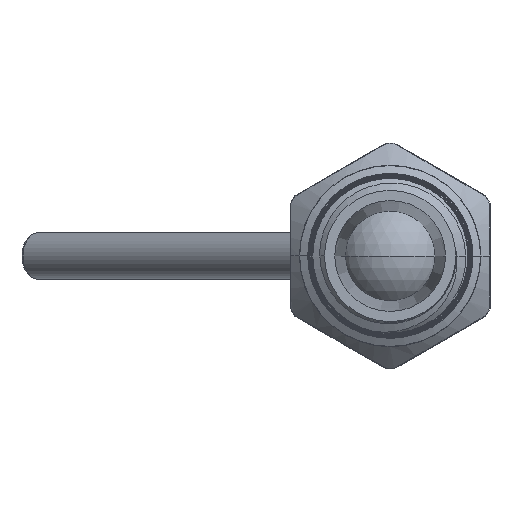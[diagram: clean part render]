
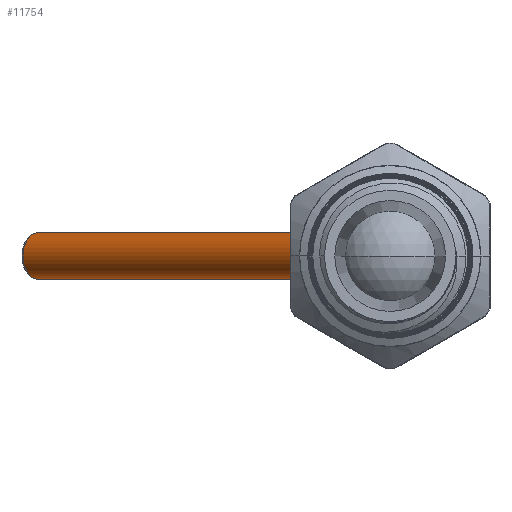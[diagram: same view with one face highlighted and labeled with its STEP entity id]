
A CAD part, front view. The second image highlights one B-rep face of the part: STEP entity #11754.
In plain terms, the highlighted cylindrical face has radius 1.968 mm (diameter 3.937 mm), a partial arc.
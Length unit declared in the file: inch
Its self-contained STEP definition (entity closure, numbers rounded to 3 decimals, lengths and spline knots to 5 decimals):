
#452 = EDGE_LOOP ( 'NONE', ( #8786, #8782, #8781, #8777 ) ) ;
#1444 = CARTESIAN_POINT ( 'NONE',  ( -0.18447, 0., -0.0775 ) ) ;
#1445 = CARTESIAN_POINT ( 'NONE',  ( -1.54, 0., 0.0775 ) ) ;
#1462 = CARTESIAN_POINT ( 'NONE',  ( -1.54, 0., -0.0775 ) ) ;
#1464 = CARTESIAN_POINT ( 'NONE',  ( -0.18447, 0., 0.0775 ) ) ;
#1883 = AXIS2_PLACEMENT_3D ( 'NONE', #7920, #7921, #7918 ) ;
#2183 = AXIS2_PLACEMENT_3D ( 'NONE', #12509, #12510, #12511 ) ;
#7918 = DIRECTION ( 'NONE',  ( 0., 0., 1. ) ) ;
#7920 = CARTESIAN_POINT ( 'NONE',  ( -0.87968, 0., 0. ) ) ;
#7921 = DIRECTION ( 'NONE',  ( -1., 0., 0. ) ) ;
#8207 = AXIS2_PLACEMENT_3D ( 'NONE', #12565, #12566, #12567 ) ;
#8777 = ORIENTED_EDGE ( 'NONE', *, *, #15252, .F. ) ;
#8781 = ORIENTED_EDGE ( 'NONE', *, *, #15280, .T. ) ;
#8782 = ORIENTED_EDGE ( 'NONE', *, *, #15292, .T. ) ;
#8786 = ORIENTED_EDGE ( 'NONE', *, *, #15283, .F. ) ;
#10588 = VERTEX_POINT ( 'NONE', #1464 ) ;
#10590 = VERTEX_POINT ( 'NONE', #1462 ) ;
#10607 = VERTEX_POINT ( 'NONE', #1445 ) ;
#10608 = VERTEX_POINT ( 'NONE', #1444 ) ;
#11754 = ADVANCED_FACE ( 'NONE', ( #13838 ), #13854, .T. ) ;
#12509 = CARTESIAN_POINT ( 'NONE',  ( -1.54, 0., 0. ) ) ;
#12510 = DIRECTION ( 'NONE',  ( -1., 0., 0. ) ) ;
#12511 = DIRECTION ( 'NONE',  ( 0., 0., 1. ) ) ;
#12533 = CARTESIAN_POINT ( 'NONE',  ( -0.87968, 0., 0.0775 ) ) ;
#12534 = DIRECTION ( 'NONE',  ( -1., 0., 0. ) ) ;
#12538 = CARTESIAN_POINT ( 'NONE',  ( -0.87968, 0., -0.0775 ) ) ;
#12542 = DIRECTION ( 'NONE',  ( -1., 0., 0. ) ) ;
#12565 = CARTESIAN_POINT ( 'NONE',  ( -0.18447, 0., 0. ) ) ;
#12566 = DIRECTION ( 'NONE',  ( -1., 0., 0. ) ) ;
#12567 = DIRECTION ( 'NONE',  ( 0., 0., 1. ) ) ;
#13010 = CIRCLE ( 'NONE', #2183, 0.0775 ) ;
#13018 = LINE ( 'NONE', #12538, #13024 ) ;
#13020 = LINE ( 'NONE', #12533, #13022 ) ;
#13022 = VECTOR ( 'NONE', #12534, 39.37008 ) ;
#13024 = VECTOR ( 'NONE', #12542, 39.37008 ) ;
#13034 = CIRCLE ( 'NONE', #8207, 0.0775 ) ;
#13838 = FACE_OUTER_BOUND ( 'NONE', #452, .T. ) ;
#13854 = CYLINDRICAL_SURFACE ( 'NONE', #1883, 0.0775 ) ;
#15252 = EDGE_CURVE ( 'NONE', #10590, #10607, #13010, .T. ) ;
#15280 = EDGE_CURVE ( 'NONE', #10588, #10607, #13020, .T. ) ;
#15283 = EDGE_CURVE ( 'NONE', #10608, #10590, #13018, .T. ) ;
#15292 = EDGE_CURVE ( 'NONE', #10608, #10588, #13034, .T. ) ;
